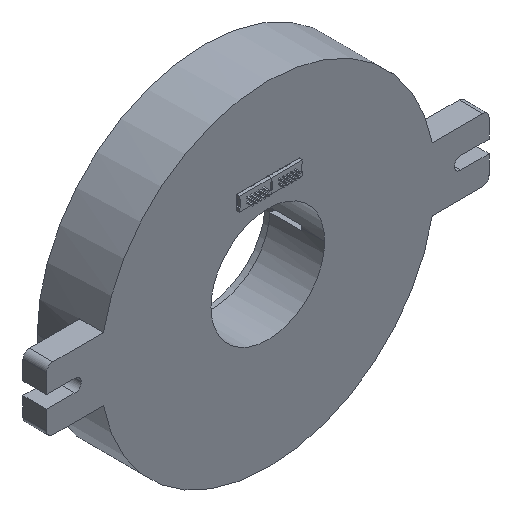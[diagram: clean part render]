
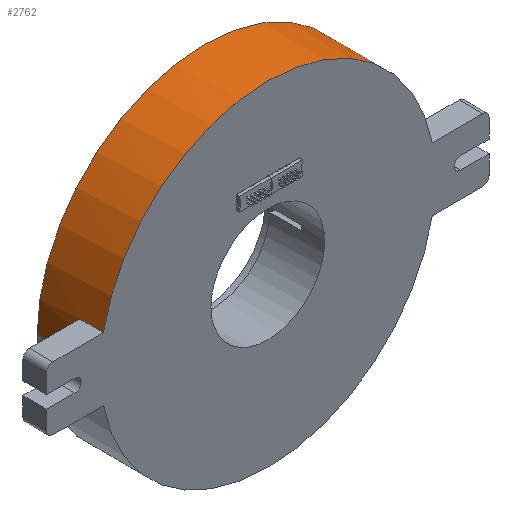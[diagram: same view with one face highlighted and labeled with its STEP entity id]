
A CAD part, isometric view. The second image highlights one B-rep face of the part: STEP entity #2762.
In plain terms, the highlighted cylindrical face has radius 106 mm (diameter 212 mm), a partial arc.
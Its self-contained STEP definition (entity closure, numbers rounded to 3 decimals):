
#40 = EDGE_CURVE ( 'NONE', #12261, #5267, #5515, .T. ) ;
#1374 = CARTESIAN_POINT ( 'NONE',  ( 212., 40., 0. ) ) ;
#1385 = ORIENTED_EDGE ( 'NONE', *, *, #4752, .F. ) ;
#1998 = VECTOR ( 'NONE', #13349, 1000. ) ;
#2439 = CYLINDRICAL_SURFACE ( 'NONE', #15703, 106. ) ;
#2542 = CARTESIAN_POINT ( 'NONE',  ( 1.904, 0., 20. ) ) ;
#2670 = AXIS2_PLACEMENT_3D ( 'NONE', #10198, #3664, #10531 ) ;
#2762 = ADVANCED_FACE ( 'NONE', ( #21014 ), #2439, .T. ) ;
#3664 = DIRECTION ( 'NONE',  ( 0., 1., 0. ) ) ;
#3751 = CARTESIAN_POINT ( 'NONE',  ( 0., 93.538, 0. ) ) ;
#4411 = DIRECTION ( 'NONE',  ( -1., 0., 0. ) ) ;
#4416 = EDGE_CURVE ( 'NONE', #17610, #5754, #5904, .T. ) ;
#4752 = EDGE_CURVE ( 'NONE', #8780, #12261, #15420, .T. ) ;
#4811 = CARTESIAN_POINT ( 'NONE',  ( 212., 15., 0. ) ) ;
#5267 = VERTEX_POINT ( 'NONE', #8244 ) ;
#5515 = LINE ( 'NONE', #3751, #18123 ) ;
#5673 = EDGE_CURVE ( 'NONE', #16212, #5754, #16459, .T. ) ;
#5754 = VERTEX_POINT ( 'NONE', #20814 ) ;
#5904 = LINE ( 'NONE', #21180, #15069 ) ;
#6194 = CARTESIAN_POINT ( 'NONE',  ( 1.904, 15., 20. ) ) ;
#7305 = AXIS2_PLACEMENT_3D ( 'NONE', #19889, #14912, #11057 ) ;
#7787 = ORIENTED_EDGE ( 'NONE', *, *, #4416, .F. ) ;
#7836 = VERTEX_POINT ( 'NONE', #4811 ) ;
#8089 = EDGE_CURVE ( 'NONE', #5267, #13897, #13717, .T. ) ;
#8244 = CARTESIAN_POINT ( 'NONE',  ( 0., 40., 0. ) ) ;
#8780 = VERTEX_POINT ( 'NONE', #6194 ) ;
#10198 = CARTESIAN_POINT ( 'NONE',  ( 106., 0., 0. ) ) ;
#10229 = DIRECTION ( 'NONE',  ( 0., 1., 0. ) ) ;
#10255 = CARTESIAN_POINT ( 'NONE',  ( 1.904, 15., 20. ) ) ;
#10505 = DIRECTION ( 'NONE',  ( 0., 1., 0. ) ) ;
#10531 = DIRECTION ( 'NONE',  ( -1., 0., 0. ) ) ;
#11044 = EDGE_CURVE ( 'NONE', #7836, #13897, #21482, .T. ) ;
#11057 = DIRECTION ( 'NONE',  ( 1., 0., 0. ) ) ;
#11301 = CARTESIAN_POINT ( 'NONE',  ( 212., 93.538, 0. ) ) ;
#11895 = DIRECTION ( 'NONE',  ( -1., 0., 0. ) ) ;
#12097 = ORIENTED_EDGE ( 'NONE', *, *, #5673, .T. ) ;
#12261 = VERTEX_POINT ( 'NONE', #19126 ) ;
#12490 = EDGE_CURVE ( 'NONE', #8780, #16212, #15222, .T. ) ;
#12660 = AXIS2_PLACEMENT_3D ( 'NONE', #17063, #10229, #11895 ) ;
#12892 = EDGE_CURVE ( 'NONE', #7836, #17610, #12934, .T. ) ;
#12934 = CIRCLE ( 'NONE', #15763, 106. ) ;
#13349 = DIRECTION ( 'NONE',  ( 0., -1., 0. ) ) ;
#13622 = CARTESIAN_POINT ( 'NONE',  ( 106., 15., 0. ) ) ;
#13717 = CIRCLE ( 'NONE', #12660, 106. ) ;
#13897 = VERTEX_POINT ( 'NONE', #1374 ) ;
#14377 = EDGE_LOOP ( 'NONE', ( #16558, #17097, #16752, #18216, #1385, #17782, #12097, #7787 ) ) ;
#14480 = CARTESIAN_POINT ( 'NONE',  ( 106., 93.538, 0. ) ) ;
#14912 = DIRECTION ( 'NONE',  ( 0., -1., 0. ) ) ;
#15069 = VECTOR ( 'NONE', #17947, 1000. ) ;
#15222 = LINE ( 'NONE', #10255, #1998 ) ;
#15420 = CIRCLE ( 'NONE', #7305, 106. ) ;
#15611 = DIRECTION ( 'NONE',  ( 1., 0., 0. ) ) ;
#15703 = AXIS2_PLACEMENT_3D ( 'NONE', #14480, #19680, #4411 ) ;
#15763 = AXIS2_PLACEMENT_3D ( 'NONE', #13622, #18934, #15611 ) ;
#16212 = VERTEX_POINT ( 'NONE', #2542 ) ;
#16459 = CIRCLE ( 'NONE', #2670, 106. ) ;
#16558 = ORIENTED_EDGE ( 'NONE', *, *, #12892, .F. ) ;
#16752 = ORIENTED_EDGE ( 'NONE', *, *, #8089, .F. ) ;
#17063 = CARTESIAN_POINT ( 'NONE',  ( 106., 40., 0. ) ) ;
#17097 = ORIENTED_EDGE ( 'NONE', *, *, #11044, .T. ) ;
#17348 = VECTOR ( 'NONE', #18359, 1000. ) ;
#17610 = VERTEX_POINT ( 'NONE', #19222 ) ;
#17782 = ORIENTED_EDGE ( 'NONE', *, *, #12490, .T. ) ;
#17947 = DIRECTION ( 'NONE',  ( 0., -1., 0. ) ) ;
#18123 = VECTOR ( 'NONE', #10505, 1000. ) ;
#18216 = ORIENTED_EDGE ( 'NONE', *, *, #40, .F. ) ;
#18359 = DIRECTION ( 'NONE',  ( 0., 1., 0. ) ) ;
#18934 = DIRECTION ( 'NONE',  ( 0., -1., 0. ) ) ;
#19126 = CARTESIAN_POINT ( 'NONE',  ( 0., 15., 0. ) ) ;
#19222 = CARTESIAN_POINT ( 'NONE',  ( 210.096, 15., 20. ) ) ;
#19680 = DIRECTION ( 'NONE',  ( 0., 1., 0. ) ) ;
#19889 = CARTESIAN_POINT ( 'NONE',  ( 106., 15., 0. ) ) ;
#20814 = CARTESIAN_POINT ( 'NONE',  ( 210.096, 0., 20. ) ) ;
#21014 = FACE_OUTER_BOUND ( 'NONE', #14377, .T. ) ;
#21180 = CARTESIAN_POINT ( 'NONE',  ( 210.096, 15., 20. ) ) ;
#21482 = LINE ( 'NONE', #11301, #17348 ) ;
